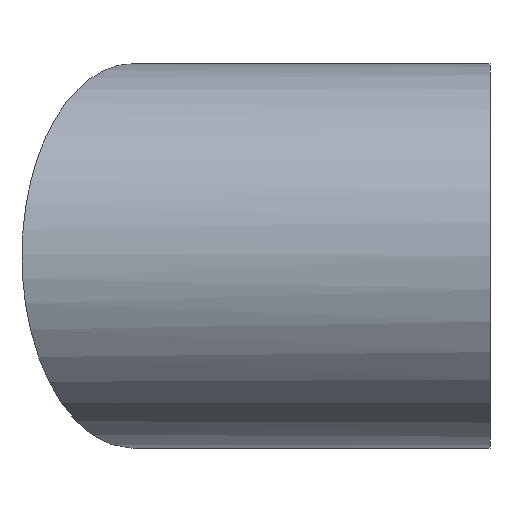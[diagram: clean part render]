
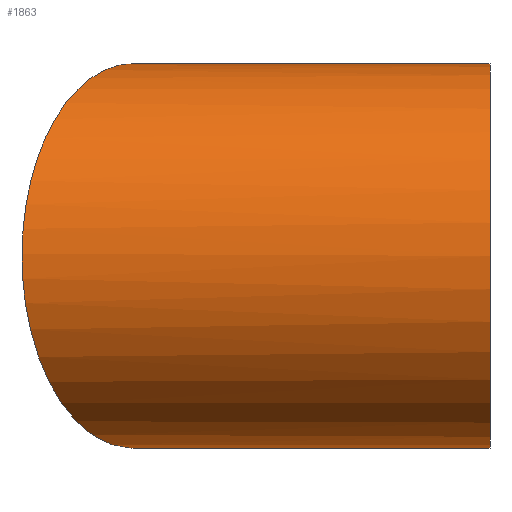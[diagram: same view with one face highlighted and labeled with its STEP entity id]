
A CAD part, left-side view. The second image highlights one B-rep face of the part: STEP entity #1863.
In plain terms, the highlighted cylindrical face has radius 80 mm (diameter 160 mm), a full revolution.
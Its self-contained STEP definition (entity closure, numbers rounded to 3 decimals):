
#1863 = ADVANCED_FACE( '', ( #3957, #3958 ), #3959, .T. );
#3957 = FACE_OUTER_BOUND( '', #6288, .T. );
#3958 = FACE_OUTER_BOUND( '', #6289, .T. );
#3959 = CYLINDRICAL_SURFACE( '', #6290, 80. );
#6288 = EDGE_LOOP( '', ( #11924 ) );
#6289 = EDGE_LOOP( '', ( #11925 ) );
#6290 = AXIS2_PLACEMENT_3D( '', #11926, #11927, #11928 );
#11924 = ORIENTED_EDGE( '', *, *, #15051, .T. );
#11925 = ORIENTED_EDGE( '', *, *, #15345, .F. );
#11926 = CARTESIAN_POINT( '', ( 0., 0., 0. ) );
#11927 = DIRECTION( '', ( 0., 1., 0. ) );
#11928 = DIRECTION( '', ( 0., 0., -1. ) );
#15051 = EDGE_CURVE( '', #18811, #18811, #18812, .F. );
#15345 = EDGE_CURVE( '', #19198, #19198, #19199, .T. );
#18811 = VERTEX_POINT( '', #24177 );
#18812 = ELLIPSE( '', #24178, 92.376, 80. );
#19198 = VERTEX_POINT( '', #24756 );
#19199 = CIRCLE( '', #24757, 80. );
#24177 = CARTESIAN_POINT( '', ( 80., 102.309, 0. ) );
#24178 = AXIS2_PLACEMENT_3D( '', #27283, #27284, #27285 );
#24756 = CARTESIAN_POINT( '', ( 0., 0., -80. ) );
#24757 = AXIS2_PLACEMENT_3D( '', #27478, #27479, #27480 );
#27283 = CARTESIAN_POINT( '', ( 0., 148.497, 0. ) );
#27284 = DIRECTION( '', ( 0.5, 0.866, 0. ) );
#27285 = DIRECTION( '', ( 0.866, -0.5, 0. ) );
#27478 = CARTESIAN_POINT( '', ( 0., 0., 0. ) );
#27479 = DIRECTION( '', ( 0., -1., 0. ) );
#27480 = DIRECTION( '', ( 0., 0., -1. ) );
